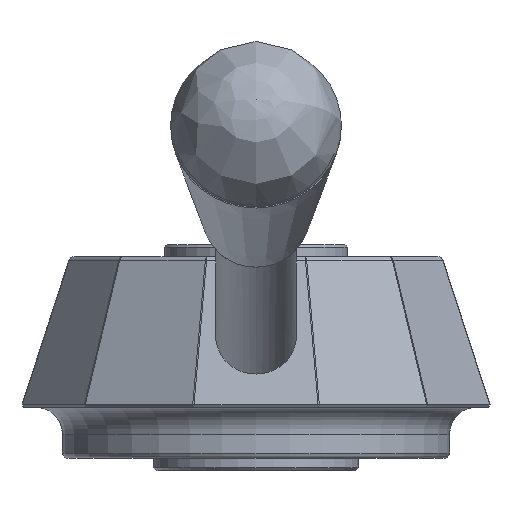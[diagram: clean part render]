
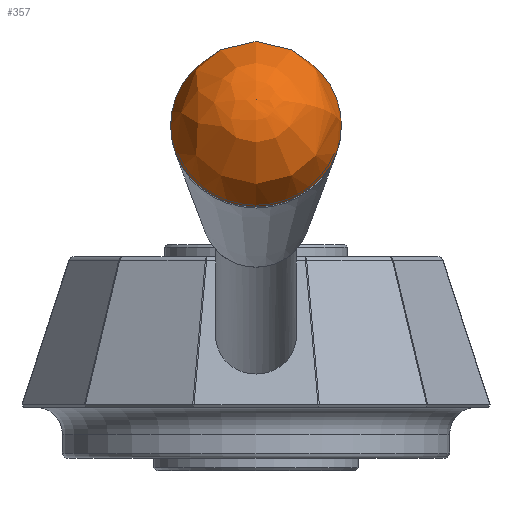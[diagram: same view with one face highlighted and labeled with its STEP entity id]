
A CAD part, left-side view. The second image highlights one B-rep face of the part: STEP entity #357.
In plain terms, the highlighted free-form (B-spline) face has degree [3, 3] with [4, 7] control points.
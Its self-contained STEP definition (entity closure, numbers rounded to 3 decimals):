
#357 = ADVANCED_FACE( '', ( #781, #782 ), #783, .T. );
#781 = FACE_OUTER_BOUND( '', #1695, .T. );
#782 = FACE_BOUND( '', #1696, .T. );
#783 = ( BOUNDED_SURFACE(  )B_SPLINE_SURFACE( 3, 3, ( ( #1699, #1700, #1701, #1702, #1703, #1704, #1705 ), ( #1706, #1707, #1708, #1709, #1710, #1711, #1712 ), ( #1713, #1714, #1715, #1716, #1717, #1718, #1719 ), ( #1720, #1721, #1722, #1723, #1724, #1725, #1726 ) ), .UNSPECIFIED., .F., .T., .F. )B_SPLINE_SURFACE_WITH_KNOTS( ( 4, 4 ), ( 4, 3, 4 ), ( 0., 6.283 ), ( -0.015, 0.797, 1.608 ), .UNSPECIFIED. )GEOMETRIC_REPRESENTATION_ITEM(  )RATIONAL_B_SPLINE_SURFACE( ( ( 1., 0.333, 0.333, 1., 0.333, 0.333, 1. ), ( 0.792, 0.264, 0.264, 0.792, 0.264, 0.264, 0.792 ), ( 0.792, 0.264, 0.264, 0.792, 0.264, 0.264, 0.792 ), ( 1., 0.333, 0.333, 1., 0.333, 0.333, 1. ) ) )REPRESENTATION_ITEM( '' )SURFACE(  ) );
#1695 = EDGE_LOOP( '', ( #3070 ) );
#1696 = VERTEX_LOOP( '', #3071 );
#1699 = CARTESIAN_POINT( '', ( -174.387, 0., 66.695 ) );
#1700 = CARTESIAN_POINT( '', ( -174.387, 0., 66.695 ) );
#1701 = CARTESIAN_POINT( '', ( -174.387, 0., 66.695 ) );
#1702 = CARTESIAN_POINT( '', ( -174.387, 0., 66.695 ) );
#1703 = CARTESIAN_POINT( '', ( -174.387, 0., 66.695 ) );
#1704 = CARTESIAN_POINT( '', ( -174.387, 0., 66.695 ) );
#1705 = CARTESIAN_POINT( '', ( -174.387, 0., 66.695 ) );
#1706 = CARTESIAN_POINT( '', ( -174.716, -9.341, 66.802 ) );
#1707 = CARTESIAN_POINT( '', ( -168.943, -9.341, 84.569 ) );
#1708 = CARTESIAN_POINT( '', ( -168.943, 9.341, 84.569 ) );
#1709 = CARTESIAN_POINT( '', ( -174.716, 9.341, 66.802 ) );
#1710 = CARTESIAN_POINT( '', ( -180.489, 9.341, 49.035 ) );
#1711 = CARTESIAN_POINT( '', ( -180.489, -9.341, 49.035 ) );
#1712 = CARTESIAN_POINT( '', ( -174.716, -9.341, 66.802 ) );
#1713 = CARTESIAN_POINT( '', ( -168.501, -16.024, 64.783 ) );
#1714 = CARTESIAN_POINT( '', ( -158.598, -16.024, 95.262 ) );
#1715 = CARTESIAN_POINT( '', ( -158.598, 16.024, 95.262 ) );
#1716 = CARTESIAN_POINT( '', ( -168.501, 16.024, 64.783 ) );
#1717 = CARTESIAN_POINT( '', ( -178.404, 16.024, 34.303 ) );
#1718 = CARTESIAN_POINT( '', ( -178.404, -16.024, 34.303 ) );
#1719 = CARTESIAN_POINT( '', ( -168.501, -16.024, 64.783 ) );
#1720 = CARTESIAN_POINT( '', ( -159.612, -15.888, 61.895 ) );
#1721 = CARTESIAN_POINT( '', ( -149.793, -15.888, 92.116 ) );
#1722 = CARTESIAN_POINT( '', ( -149.793, 15.888, 92.116 ) );
#1723 = CARTESIAN_POINT( '', ( -159.612, 15.888, 61.895 ) );
#1724 = CARTESIAN_POINT( '', ( -169.432, 15.888, 31.673 ) );
#1725 = CARTESIAN_POINT( '', ( -169.432, -15.888, 31.673 ) );
#1726 = CARTESIAN_POINT( '', ( -159.612, -15.888, 61.895 ) );
#3070 = ORIENTED_EDGE( '', *, *, #3617, .T. );
#3071 = VERTEX_POINT( '', #3618 );
#3617 = EDGE_CURVE( '', #4137, #4137, #4138, .T. );
#3618 = CARTESIAN_POINT( '', ( -174.387, 0., 66.695 ) );
#4137 = VERTEX_POINT( '', #5176 );
#4138 = CIRCLE( '', #5177, 15.888 );
#5176 = CARTESIAN_POINT( '', ( -159.612, -15.888, 61.895 ) );
#5177 = AXIS2_PLACEMENT_3D( '', #5572, #5573, #5574 );
#5572 = CARTESIAN_POINT( '', ( -159.612, 0., 61.895 ) );
#5573 = DIRECTION( '', ( -0.951, 0., 0.309 ) );
#5574 = DIRECTION( '', ( 0., -1., 0. ) );
